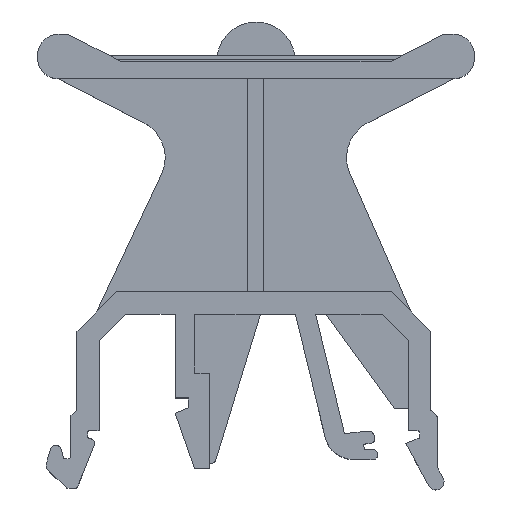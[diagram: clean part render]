
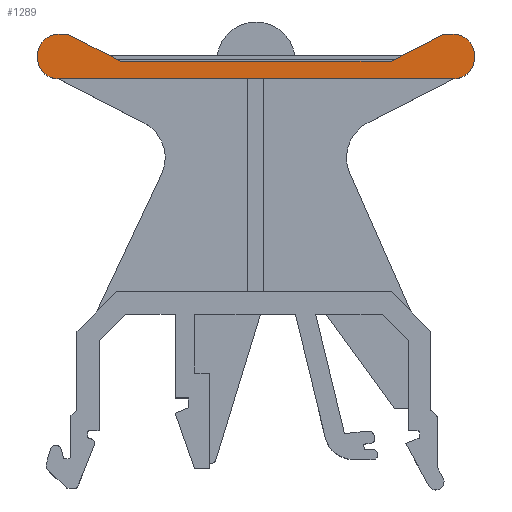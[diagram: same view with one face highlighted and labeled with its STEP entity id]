
A CAD part, top view. The second image highlights one B-rep face of the part: STEP entity #1289.
In plain terms, the highlighted planar face has unit normal (0, 0, 1).
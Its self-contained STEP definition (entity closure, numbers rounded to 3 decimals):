
#38 = CARTESIAN_POINT ( 'NONE',  ( -22.213, 21.036, 5. ) ) ;
#91 = DIRECTION ( 'NONE',  ( -1., 0., 0. ) ) ;
#96 = CIRCLE ( 'NONE', #836, 2.125 ) ;
#130 = VECTOR ( 'NONE', #4700, 1000. ) ;
#136 = DIRECTION ( 'NONE',  ( 0., 1., 0. ) ) ;
#202 = ORIENTED_EDGE ( 'NONE', *, *, #4628, .T. ) ;
#251 = CARTESIAN_POINT ( 'NONE',  ( -22.213, 21.036, 5. ) ) ;
#274 = CARTESIAN_POINT ( 'NONE',  ( -20.088, 21.036, 5. ) ) ;
#368 = EDGE_CURVE ( 'NONE', #1587, #1598, #687, .T. ) ;
#404 = ORIENTED_EDGE ( 'NONE', *, *, #1948, .T. ) ;
#426 = VERTEX_POINT ( 'NONE', #3466 ) ;
#458 = DIRECTION ( 'NONE',  ( 0., -1., 0. ) ) ;
#510 = CARTESIAN_POINT ( 'NONE',  ( 20.304, 23.156, 5. ) ) ;
#579 = LINE ( 'NONE', #1520, #2721 ) ;
#590 = CARTESIAN_POINT ( 'NONE',  ( 22.278, 20.75, 5. ) ) ;
#647 = ORIENTED_EDGE ( 'NONE', *, *, #1194, .T. ) ;
#675 = DIRECTION ( 'NONE',  ( 1., 0., 0. ) ) ;
#685 = EDGE_CURVE ( 'NONE', #1969, #1745, #1839, .T. ) ;
#687 = CIRCLE ( 'NONE', #944, 2.125 ) ;
#769 = LINE ( 'NONE', #3733, #1899 ) ;
#836 = AXIS2_PLACEMENT_3D ( 'NONE', #4826, #2277, #5254 ) ;
#853 = VERTEX_POINT ( 'NONE', #251 ) ;
#866 = ORIENTED_EDGE ( 'NONE', *, *, #3261, .T. ) ;
#944 = AXIS2_PLACEMENT_3D ( 'NONE', #1437, #4429, #1868 ) ;
#1000 = VERTEX_POINT ( 'NONE', #3102 ) ;
#1115 = VERTEX_POINT ( 'NONE', #2175 ) ;
#1194 = EDGE_CURVE ( 'NONE', #426, #1115, #1380, .T. ) ;
#1199 = VERTEX_POINT ( 'NONE', #510 ) ;
#1214 = ORIENTED_EDGE ( 'NONE', *, *, #5467, .T. ) ;
#1238 = VECTOR ( 'NONE', #91, 1000. ) ;
#1289 = ADVANCED_FACE ( 'NONE', ( #2097 ), #1966, .T. ) ;
#1380 = LINE ( 'NONE', #1769, #1238 ) ;
#1437 = CARTESIAN_POINT ( 'NONE',  ( 20.153, 20.75, 5. ) ) ;
#1476 = EDGE_CURVE ( 'NONE', #5302, #1199, #96, .T. ) ;
#1517 = CARTESIAN_POINT ( 'NONE',  ( -20.088, 18.625, 5. ) ) ;
#1520 = CARTESIAN_POINT ( 'NONE',  ( 19.103, 23.156, 5. ) ) ;
#1587 = VERTEX_POINT ( 'NONE', #4109 ) ;
#1598 = VERTEX_POINT ( 'NONE', #590 ) ;
#1611 = DIRECTION ( 'NONE',  ( -1., 0., 0. ) ) ;
#1675 = CARTESIAN_POINT ( 'NONE',  ( -20.088, 18.625, 5. ) ) ;
#1681 = CARTESIAN_POINT ( 'NONE',  ( -19.038, 23.156, 5. ) ) ;
#1745 = VERTEX_POINT ( 'NONE', #1517 ) ;
#1769 = CARTESIAN_POINT ( 'NONE',  ( -20.088, 20.425, 5. ) ) ;
#1800 = ORIENTED_EDGE ( 'NONE', *, *, #2758, .T. ) ;
#1839 = CIRCLE ( 'NONE', #4263, 2.125 ) ;
#1868 = DIRECTION ( 'NONE',  ( 1., 0., 0. ) ) ;
#1891 = DIRECTION ( 'NONE',  ( 0.89, -0.457, 0. ) ) ;
#1899 = VECTOR ( 'NONE', #1611, 1000. ) ;
#1948 = EDGE_CURVE ( 'NONE', #1745, #1587, #4406, .T. ) ;
#1964 = DIRECTION ( 'NONE',  ( -1., 0., 0. ) ) ;
#1966 = PLANE ( 'NONE',  #4106 ) ;
#1969 = VERTEX_POINT ( 'NONE', #2400 ) ;
#2097 = FACE_OUTER_BOUND ( 'NONE', #2320, .T. ) ;
#2175 = CARTESIAN_POINT ( 'NONE',  ( -13.787, 20.425, 5. ) ) ;
#2245 = LINE ( 'NONE', #2276, #4493 ) ;
#2263 = VECTOR ( 'NONE', #3069, 1000. ) ;
#2276 = CARTESIAN_POINT ( 'NONE',  ( -19.038, 22.324, 5. ) ) ;
#2277 = DIRECTION ( 'NONE',  ( 0., 0., 1. ) ) ;
#2320 = EDGE_LOOP ( 'NONE', ( #3336, #202, #1214, #3996, #1800, #4924, #404, #4402, #866, #5131, #3872, #5204, #647 ) ) ;
#2370 = CARTESIAN_POINT ( 'NONE',  ( 19.103, 23.156, 5. ) ) ;
#2386 = LINE ( 'NONE', #2641, #2263 ) ;
#2400 = CARTESIAN_POINT ( 'NONE',  ( -22.213, 20.75, 5. ) ) ;
#2418 = DIRECTION ( 'NONE',  ( 0., 0., 1. ) ) ;
#2461 = CARTESIAN_POINT ( 'NONE',  ( -20.088, 20.75, 5. ) ) ;
#2591 = CIRCLE ( 'NONE', #3043, 2.125 ) ;
#2641 = CARTESIAN_POINT ( 'NONE',  ( 19.103, 23.156, 5. ) ) ;
#2721 = VECTOR ( 'NONE', #1964, 1000. ) ;
#2748 = CARTESIAN_POINT ( 'NONE',  ( -19.103, 23.156, 5. ) ) ;
#2758 = EDGE_CURVE ( 'NONE', #853, #1969, #3258, .T. ) ;
#2789 = CARTESIAN_POINT ( 'NONE',  ( 22.278, 21.036, 5. ) ) ;
#2849 = CARTESIAN_POINT ( 'NONE',  ( -19.038, 23.123, 5. ) ) ;
#2883 = DIRECTION ( 'NONE',  ( 1., 0., 0. ) ) ;
#2928 = DIRECTION ( 'NONE',  ( 1., 0., 0. ) ) ;
#3043 = AXIS2_PLACEMENT_3D ( 'NONE', #274, #3249, #675 ) ;
#3069 = DIRECTION ( 'NONE',  ( 0.89, 0.457, 0. ) ) ;
#3102 = CARTESIAN_POINT ( 'NONE',  ( -20.239, 23.156, 5. ) ) ;
#3124 = VERTEX_POINT ( 'NONE', #1681 ) ;
#3134 = LINE ( 'NONE', #3440, #130 ) ;
#3249 = DIRECTION ( 'NONE',  ( 0., 0., 1. ) ) ;
#3258 = LINE ( 'NONE', #38, #4262 ) ;
#3261 = EDGE_CURVE ( 'NONE', #1598, #5302, #3134, .T. ) ;
#3336 = ORIENTED_EDGE ( 'NONE', *, *, #3519, .F. ) ;
#3440 = CARTESIAN_POINT ( 'NONE',  ( 22.278, 21.036, 5. ) ) ;
#3466 = CARTESIAN_POINT ( 'NONE',  ( 13.787, 20.425, 5. ) ) ;
#3519 = EDGE_CURVE ( 'NONE', #4884, #1115, #3621, .T. ) ;
#3580 = VERTEX_POINT ( 'NONE', #2370 ) ;
#3621 = LINE ( 'NONE', #2748, #4612 ) ;
#3733 = CARTESIAN_POINT ( 'NONE',  ( -19.038, 23.156, 5. ) ) ;
#3872 = ORIENTED_EDGE ( 'NONE', *, *, #5331, .T. ) ;
#3996 = ORIENTED_EDGE ( 'NONE', *, *, #4236, .T. ) ;
#4106 = AXIS2_PLACEMENT_3D ( 'NONE', #4960, #2418, #5395 ) ;
#4109 = CARTESIAN_POINT ( 'NONE',  ( 20.153, 18.625, 5. ) ) ;
#4236 = EDGE_CURVE ( 'NONE', #1000, #853, #2591, .T. ) ;
#4262 = VECTOR ( 'NONE', #458, 1000. ) ;
#4263 = AXIS2_PLACEMENT_3D ( 'NONE', #2461, #5442, #2883 ) ;
#4270 = VECTOR ( 'NONE', #2928, 1000. ) ;
#4402 = ORIENTED_EDGE ( 'NONE', *, *, #368, .T. ) ;
#4406 = LINE ( 'NONE', #1675, #4270 ) ;
#4429 = DIRECTION ( 'NONE',  ( 0., 0., 1. ) ) ;
#4493 = VECTOR ( 'NONE', #136, 1000. ) ;
#4612 = VECTOR ( 'NONE', #1891, 1000. ) ;
#4628 = EDGE_CURVE ( 'NONE', #4884, #3124, #2245, .T. ) ;
#4700 = DIRECTION ( 'NONE',  ( 0., 1., 0. ) ) ;
#4826 = CARTESIAN_POINT ( 'NONE',  ( 20.153, 21.036, 5. ) ) ;
#4884 = VERTEX_POINT ( 'NONE', #2849 ) ;
#4924 = ORIENTED_EDGE ( 'NONE', *, *, #685, .T. ) ;
#4960 = CARTESIAN_POINT ( 'NONE',  ( -20.088, 20.75, 5. ) ) ;
#5098 = EDGE_CURVE ( 'NONE', #426, #3580, #2386, .T. ) ;
#5131 = ORIENTED_EDGE ( 'NONE', *, *, #1476, .T. ) ;
#5204 = ORIENTED_EDGE ( 'NONE', *, *, #5098, .F. ) ;
#5254 = DIRECTION ( 'NONE',  ( -1., 0., 0. ) ) ;
#5302 = VERTEX_POINT ( 'NONE', #2789 ) ;
#5331 = EDGE_CURVE ( 'NONE', #1199, #3580, #579, .T. ) ;
#5395 = DIRECTION ( 'NONE',  ( 1., 0., 0. ) ) ;
#5442 = DIRECTION ( 'NONE',  ( 0., 0., 1. ) ) ;
#5467 = EDGE_CURVE ( 'NONE', #3124, #1000, #769, .T. ) ;
